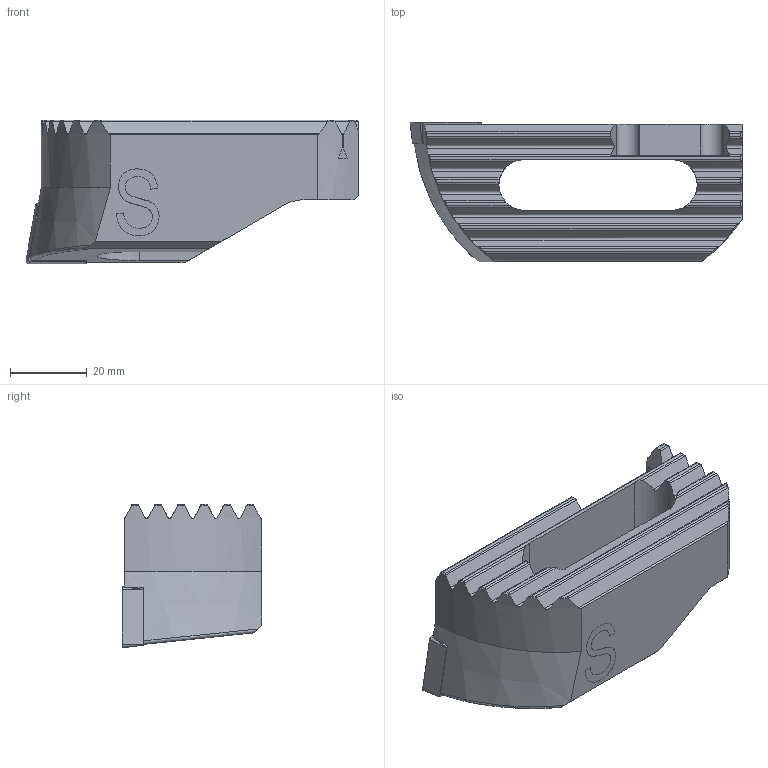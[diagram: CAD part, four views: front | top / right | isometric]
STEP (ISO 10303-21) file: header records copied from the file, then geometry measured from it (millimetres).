
FILE_DESCRIPTION(('no description'),'unknown implementation level');
FILE_NAME('3A0AE550-5F9D-4F60-9670-96E0C42C8C3D_export.stp',' ',('CIMSOURCE GmbH'),('CADClick - KiM GmbH - www.kimweb.de'),'unknown preprocess','ACIS','unknown authorization');
FILE_SCHEMA(('automotive_design'));
Length unit declared in the file: millimetre
Products named in the file (3): 639.571 Kaiser 98-126 SW98 CC16 S|654.983 Kaiser CCMT 160508 K20C;Kombinieren1; 639.571 Kaiser 98-126 SW98 CC16 S|694.150 Kaiser ETL M5 X 13,3 T20 IP 10S;Kreismuster1; 639.571 Kaiser 98-126 SW98 CC16 S|639.571 Kaiser 98-126 SW98 CC16 S;Beschriftung Zahl 0
Bounding box: 86.5 x 36.36 x 37.4 mm (x, y, z)
Volume: 50332.3 mm3; surface area: 16753.3 mm2
Topology: 3 solids, 3 shells, 234 faces, 645 edges, 419 vertices
Faces by surface type: plane 89, cylinder 77, cone 29, bspline 29, torus 10
Entity records: 18006 total; most frequent: CARTESIAN_POINT 4963, STYLED_ITEM 1299, PRESENTATION_STYLE_ASSIGNMENT 1299, COLOUR_RGB 1299, ORIENTED_EDGE 1286, DIRECTION 1147, EDGE_CURVE 643, CURVE_STYLE 643
